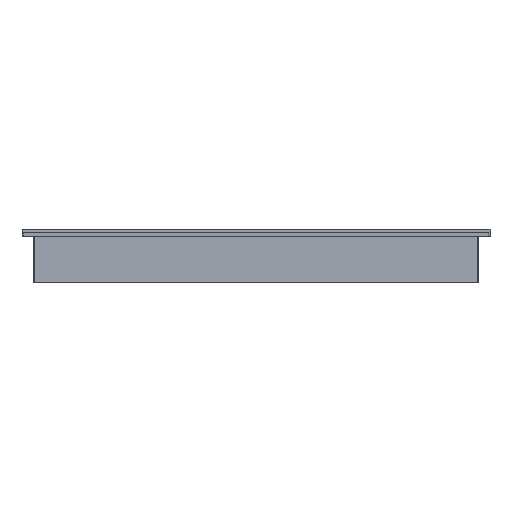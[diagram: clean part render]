
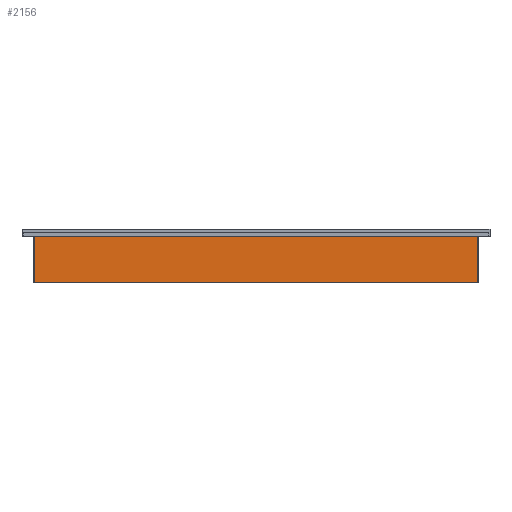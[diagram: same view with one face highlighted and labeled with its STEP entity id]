
A CAD part, front view. The second image highlights one B-rep face of the part: STEP entity #2156.
In plain terms, the highlighted planar face has unit normal (0, -1, 0).
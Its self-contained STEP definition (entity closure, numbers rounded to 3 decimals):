
#235 = DIRECTION ( 'NONE',  ( 0., 0., 1. ) ) ;
#311 = ORIENTED_EDGE ( 'NONE', *, *, #3511, .F. ) ;
#574 = EDGE_CURVE ( 'NONE', #2975, #923, #4116, .T. ) ;
#600 = VECTOR ( 'NONE', #3702, 1000. ) ;
#738 = DIRECTION ( 'NONE',  ( 1., 0., 0. ) ) ;
#876 = VERTEX_POINT ( 'NONE', #4086 ) ;
#923 = VERTEX_POINT ( 'NONE', #4609 ) ;
#1048 = LINE ( 'NONE', #3452, #1584 ) ;
#1288 = ORIENTED_EDGE ( 'NONE', *, *, #4315, .F. ) ;
#1376 = AXIS2_PLACEMENT_3D ( 'NONE', #3125, #5093, #1889 ) ;
#1516 = CARTESIAN_POINT ( 'NONE',  ( 215., -215., 0. ) ) ;
#1584 = VECTOR ( 'NONE', #738, 1000. ) ;
#1612 = EDGE_LOOP ( 'NONE', ( #3233, #311, #1288, #2629 ) ) ;
#1889 = DIRECTION ( 'NONE',  ( 1., 0., 0. ) ) ;
#1899 = CARTESIAN_POINT ( 'NONE',  ( -215., -215., 0. ) ) ;
#2019 = LINE ( 'NONE', #2069, #600 ) ;
#2069 = CARTESIAN_POINT ( 'NONE',  ( -215., -215., -47.5 ) ) ;
#2156 = ADVANCED_FACE ( 'NONE', ( #3853 ), #3023, .T. ) ;
#2342 = VECTOR ( 'NONE', #235, 1000. ) ;
#2617 = VERTEX_POINT ( 'NONE', #1899 ) ;
#2629 = ORIENTED_EDGE ( 'NONE', *, *, #4638, .T. ) ;
#2962 = VECTOR ( 'NONE', #3096, 1000. ) ;
#2975 = VERTEX_POINT ( 'NONE', #4118 ) ;
#3023 = PLANE ( 'NONE',  #1376 ) ;
#3096 = DIRECTION ( 'NONE',  ( 1., 0., 0. ) ) ;
#3125 = CARTESIAN_POINT ( 'NONE',  ( -215., -215., -47.5 ) ) ;
#3233 = ORIENTED_EDGE ( 'NONE', *, *, #574, .T. ) ;
#3452 = CARTESIAN_POINT ( 'NONE',  ( -215., -215., -47.5 ) ) ;
#3511 = EDGE_CURVE ( 'NONE', #2617, #923, #4706, .T. ) ;
#3702 = DIRECTION ( 'NONE',  ( 0., 0., 1. ) ) ;
#3853 = FACE_OUTER_BOUND ( 'NONE', #1612, .T. ) ;
#4086 = CARTESIAN_POINT ( 'NONE',  ( -215., -215., -47.5 ) ) ;
#4116 = LINE ( 'NONE', #4944, #2342 ) ;
#4118 = CARTESIAN_POINT ( 'NONE',  ( 215., -215., -47.5 ) ) ;
#4315 = EDGE_CURVE ( 'NONE', #876, #2617, #2019, .T. ) ;
#4609 = CARTESIAN_POINT ( 'NONE',  ( 215., -215., 0. ) ) ;
#4638 = EDGE_CURVE ( 'NONE', #876, #2975, #1048, .T. ) ;
#4706 = LINE ( 'NONE', #1516, #2962 ) ;
#4944 = CARTESIAN_POINT ( 'NONE',  ( 215., -215., -47.5 ) ) ;
#5093 = DIRECTION ( 'NONE',  ( 0., -1., 0. ) ) ;
